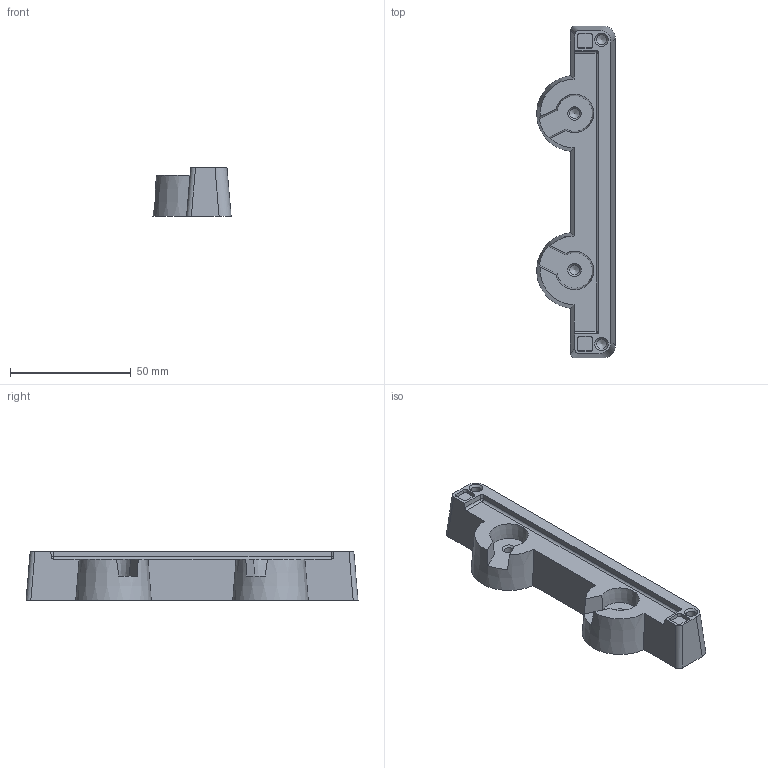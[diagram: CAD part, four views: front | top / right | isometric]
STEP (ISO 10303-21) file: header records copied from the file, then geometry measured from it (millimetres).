
FILE_DESCRIPTION(/* description */ ('','CAx-IF Rec.Pracs.---Representation and Presentation of Product Manufacturing Information (PMI)---4.0---2014-10-13'),/* implementation_level */ '2;1');
FILE_NAME(/* name */ 'keyboard-2-plate v25 - Base LHS.step',/* time_stamp */ '2025-01-20T12:26:15Z',/* author */ (''),/* organization */ (''),/* preprocessor_version */ 'ST-DEVELOPER v20',/* originating_system */ 'Autodesk Translation Framework v13.20.0.188',/* authorisation */ '');
FILE_SCHEMA (('AP242_MANAGED_MODEL_BASED_3D_ENGINEERING_MIM_LF { 1 0 10303 442 1 1 4 }'));
Length unit declared in the file: millimetre
Products named in the file (5): keyboard-2-plate; Base; Base-Feet; Supports; Support Center Screw
Assembly tree (4 placements, depth 5):
  keyboard-2-plate
    Base
      Base-Feet
        Supports
          Support Center Screw
Bounding box: 32.44 x 137.5 x 20 mm (x, y, z)
Volume: 48675.6 mm3; surface area: 13364.3 mm2
Topology: 1 solids, 1 shells, 63 faces, 165 edges, 106 vertices
Faces by surface type: plane 28, cylinder 21, cone 12, sphere 2
Full cylindrical faces by diameter (mm): 4.2 x4
Entity records: 2024 total; most frequent: CARTESIAN_POINT 363, DIRECTION 353, ORIENTED_EDGE 322, EDGE_CURVE 161, AXIS2_PLACEMENT_3D 132, VERTEX_POINT 106, LINE 89, VECTOR 89
